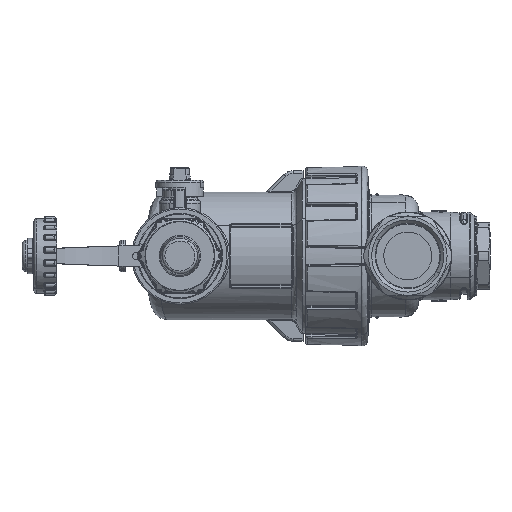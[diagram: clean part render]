
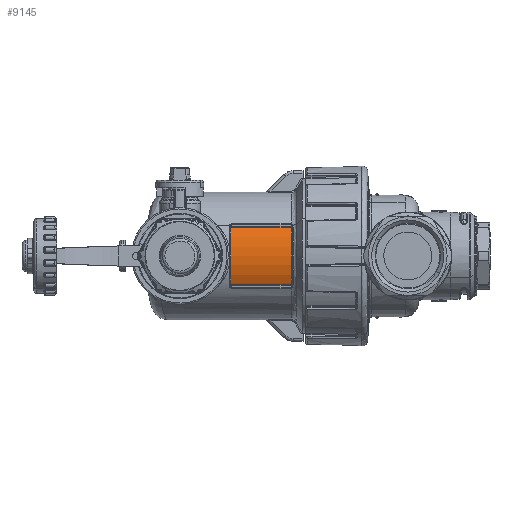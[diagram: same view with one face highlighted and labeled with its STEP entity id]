
A CAD part, left-side view. The second image highlights one B-rep face of the part: STEP entity #9145.
In plain terms, the highlighted cylindrical face has radius 23.5 mm (diameter 47 mm), a partial arc.
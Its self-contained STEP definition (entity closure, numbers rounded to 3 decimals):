
#7188=CARTESIAN_POINT('Axis2P3D Location',(0.,66.5,0.)) ;
#7192=CARTESIAN_POINT('Vertex',(-21.137,66.5,-10.271)) ;
#7194=CARTESIAN_POINT('Vertex',(-21.137,66.5,10.271)) ;
#8962=CARTESIAN_POINT('Control Point',(-20.871,66.25,-10.801)) ;
#8963=CARTESIAN_POINT('Control Point',(-20.871,66.358,-10.801)) ;
#8964=CARTESIAN_POINT('Control Point',(-20.94,66.455,-10.667)) ;
#8965=CARTESIAN_POINT('Control Point',(-21.003,66.475,-10.543)) ;
#8966=CARTESIAN_POINT('Control Point',(-21.07,66.5,-10.407)) ;
#8967=CARTESIAN_POINT('Control Point',(-21.137,66.5,-10.271)) ;
#8968=CARTESIAN_POINT('Vertex',(-20.871,66.25,-10.801)) ;
#9041=CARTESIAN_POINT('Control Point',(-21.137,66.5,10.271)) ;
#9042=CARTESIAN_POINT('Control Point',(-21.125,66.5,10.295)) ;
#9043=CARTESIAN_POINT('Control Point',(-21.113,66.499,10.319)) ;
#9044=CARTESIAN_POINT('Control Point',(-21.101,66.498,10.343)) ;
#9045=CARTESIAN_POINT('Control Point',(-21.078,66.495,10.391)) ;
#9046=CARTESIAN_POINT('Control Point',(-21.055,66.488,10.437)) ;
#9047=CARTESIAN_POINT('Control Point',(-21.044,66.485,10.46)) ;
#9048=CARTESIAN_POINT('Control Point',(-21.022,66.476,10.504)) ;
#9049=CARTESIAN_POINT('Control Point',(-21.,66.465,10.547)) ;
#9050=CARTESIAN_POINT('Control Point',(-20.99,66.459,10.568)) ;
#9051=CARTESIAN_POINT('Control Point',(-20.97,66.446,10.607)) ;
#9052=CARTESIAN_POINT('Control Point',(-20.951,66.43,10.644)) ;
#9053=CARTESIAN_POINT('Control Point',(-20.943,66.422,10.661)) ;
#9054=CARTESIAN_POINT('Control Point',(-20.93,66.409,10.685)) ;
#9055=CARTESIAN_POINT('Control Point',(-20.919,66.394,10.707)) ;
#9056=CARTESIAN_POINT('Control Point',(-20.915,66.389,10.714)) ;
#9057=CARTESIAN_POINT('Control Point',(-20.909,66.379,10.727)) ;
#9058=CARTESIAN_POINT('Control Point',(-20.902,66.369,10.74)) ;
#9059=CARTESIAN_POINT('Control Point',(-20.899,66.363,10.745)) ;
#9060=CARTESIAN_POINT('Control Point',(-20.893,66.351,10.758)) ;
#9061=CARTESIAN_POINT('Control Point',(-20.888,66.338,10.769)) ;
#9062=CARTESIAN_POINT('Control Point',(-20.885,66.331,10.774)) ;
#9063=CARTESIAN_POINT('Control Point',(-20.88,66.317,10.783)) ;
#9064=CARTESIAN_POINT('Control Point',(-20.876,66.301,10.791)) ;
#9065=CARTESIAN_POINT('Control Point',(-20.875,66.294,10.794)) ;
#9066=CARTESIAN_POINT('Control Point',(-20.873,66.283,10.797)) ;
#9067=CARTESIAN_POINT('Control Point',(-20.872,66.271,10.8)) ;
#9068=CARTESIAN_POINT('Control Point',(-20.871,66.267,10.8)) ;
#9069=CARTESIAN_POINT('Control Point',(-20.871,66.262,10.801)) ;
#9070=CARTESIAN_POINT('Control Point',(-20.871,66.256,10.801)) ;
#9071=CARTESIAN_POINT('Control Point',(-20.871,66.254,10.801)) ;
#9072=CARTESIAN_POINT('Control Point',(-20.871,66.252,10.801)) ;
#9073=CARTESIAN_POINT('Control Point',(-20.871,66.25,10.801)) ;
#9074=CARTESIAN_POINT('Vertex',(-20.871,66.25,10.801)) ;
#9091=CARTESIAN_POINT('Axis2P3D Location',(0.,55.,0.)) ;
#9096=CARTESIAN_POINT('Line Origine',(-20.871,55.,-10.801)) ;
#9100=CARTESIAN_POINT('Vertex',(-20.871,43.75,-10.801)) ;
#9104=CARTESIAN_POINT('Control Point',(-21.137,43.5,-10.271)) ;
#9105=CARTESIAN_POINT('Control Point',(-21.07,43.5,-10.407)) ;
#9106=CARTESIAN_POINT('Control Point',(-21.003,43.525,-10.543)) ;
#9107=CARTESIAN_POINT('Control Point',(-20.94,43.545,-10.667)) ;
#9108=CARTESIAN_POINT('Control Point',(-20.871,43.642,-10.801)) ;
#9109=CARTESIAN_POINT('Control Point',(-20.871,43.75,-10.801)) ;
#9110=CARTESIAN_POINT('Vertex',(-21.137,43.5,-10.271)) ;
#9113=CARTESIAN_POINT('Axis2P3D Location',(0.,43.5,0.)) ;
#9117=CARTESIAN_POINT('Vertex',(-21.137,43.5,10.271)) ;
#9121=CARTESIAN_POINT('Control Point',(-20.871,43.75,10.801)) ;
#9122=CARTESIAN_POINT('Control Point',(-20.871,43.642,10.801)) ;
#9123=CARTESIAN_POINT('Control Point',(-20.94,43.545,10.667)) ;
#9124=CARTESIAN_POINT('Control Point',(-21.003,43.525,10.543)) ;
#9125=CARTESIAN_POINT('Control Point',(-21.07,43.5,10.407)) ;
#9126=CARTESIAN_POINT('Control Point',(-21.137,43.5,10.271)) ;
#9127=CARTESIAN_POINT('Vertex',(-20.871,43.75,10.801)) ;
#9130=CARTESIAN_POINT('Line Origine',(-20.871,55.,10.801)) ;
#9098=VECTOR('Line Direction',#9097,1.) ;
#9132=VECTOR('Line Direction',#9131,1.) ;
#7189=DIRECTION('Axis2P3D Direction',(0.,1.,0.)) ;
#9092=DIRECTION('Axis2P3D Direction',(0.,1.,0.)) ;
#9093=DIRECTION('Axis2P3D XDirection',(-0.887,0.,-0.462)) ;
#9097=DIRECTION('Vector Direction',(0.,1.,0.)) ;
#9114=DIRECTION('Axis2P3D Direction',(0.,1.,0.)) ;
#9131=DIRECTION('Vector Direction',(0.,1.,0.)) ;
#7190=AXIS2_PLACEMENT_3D('Circle Axis2P3D',#7188,#7189,$) ;
#9094=AXIS2_PLACEMENT_3D('Cylinder Axis2P3D',#9091,#9092,#9093) ;
#9115=AXIS2_PLACEMENT_3D('Circle Axis2P3D',#9113,#9114,$) ;
#9099=LINE('Line',#9096,#9098) ;
#9133=LINE('Line',#9130,#9132) ;
#7191=CIRCLE('generated circle',#7190,23.5) ;
#9116=CIRCLE('generated circle',#9115,23.5) ;
#9095=CYLINDRICAL_SURFACE('generated cylinder',#9094,23.5) ;
#7196=EDGE_CURVE('',#7193,#7195,#7191,.T.) ;
#8970=EDGE_CURVE('',#8969,#7193,#8961,.T.) ;
#9076=EDGE_CURVE('',#7195,#9075,#9040,.T.) ;
#9102=EDGE_CURVE('',#9101,#8969,#9099,.T.) ;
#9112=EDGE_CURVE('',#9111,#9101,#9103,.T.) ;
#9119=EDGE_CURVE('',#9118,#9111,#9116,.F.) ;
#9129=EDGE_CURVE('',#9128,#9118,#9120,.T.) ;
#9134=EDGE_CURVE('',#9075,#9128,#9133,.F.) ;
#9136=ORIENTED_EDGE('',*,*,#8970,.F.) ;
#9137=ORIENTED_EDGE('',*,*,#9102,.F.) ;
#9138=ORIENTED_EDGE('',*,*,#9112,.F.) ;
#9139=ORIENTED_EDGE('',*,*,#9119,.F.) ;
#9140=ORIENTED_EDGE('',*,*,#9129,.F.) ;
#9141=ORIENTED_EDGE('',*,*,#9134,.F.) ;
#9142=ORIENTED_EDGE('',*,*,#9076,.F.) ;
#9143=ORIENTED_EDGE('',*,*,#7196,.F.) ;
#9135=EDGE_LOOP('',(#9136,#9137,#9138,#9139,#9140,#9141,#9142,#9143)) ;
#7193=VERTEX_POINT('',#7192) ;
#7195=VERTEX_POINT('',#7194) ;
#8969=VERTEX_POINT('',#8968) ;
#9075=VERTEX_POINT('',#9074) ;
#9101=VERTEX_POINT('',#9100) ;
#9111=VERTEX_POINT('',#9110) ;
#9118=VERTEX_POINT('',#9117) ;
#9128=VERTEX_POINT('',#9127) ;
#9145=ADVANCED_FACE('PartBody',(#9144),#9095,.T.) ;
#8961=B_SPLINE_CURVE_WITH_KNOTS('',5,(#8962,#8963,#8964,#8965,#8966,#8967),.UNSPECIFIED.,.F.,.U.,(6,6),(1.929,3.134),.UNSPECIFIED.) ;
#9040=B_SPLINE_CURVE_WITH_KNOTS('',5,(#9041,#9042,#9043,#9044,#9045,#9046,#9047,#9048,#9049,#9050,#9051,#9052,#9053,#9054,#9055,#9056,#9057,#9058,#9059,#9060,#9061,#9062,#9063,#9064,#9065,#9066,#9067,#9068,#9069,#9070,#9071,#9072,#9073),.UNSPECIFIED.,.F.,.U.,(6,3,3,3,3,3,3,3,3,3,6),(1.76,1.973,2.181,2.378,2.557,2.638,2.718,2.813,2.901,2.943,2.965),.UNSPECIFIED.) ;
#9103=B_SPLINE_CURVE_WITH_KNOTS('',5,(#9104,#9105,#9106,#9107,#9108,#9109),.UNSPECIFIED.,.F.,.U.,(6,6),(1.76,2.965),.UNSPECIFIED.) ;
#9120=B_SPLINE_CURVE_WITH_KNOTS('',5,(#9121,#9122,#9123,#9124,#9125,#9126),.UNSPECIFIED.,.F.,.U.,(6,6),(1.929,3.134),.UNSPECIFIED.) ;
#9144=FACE_OUTER_BOUND('',#9135,.T.) ;
